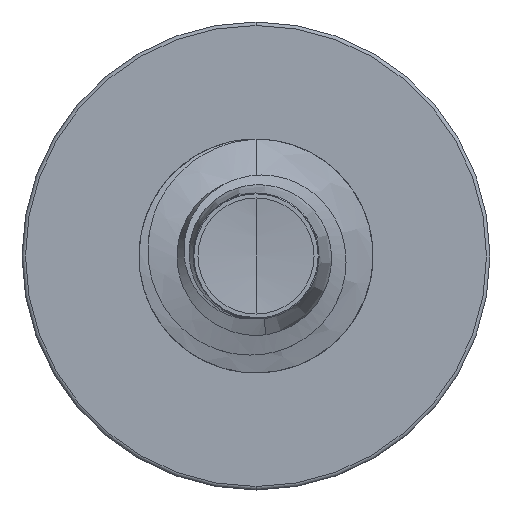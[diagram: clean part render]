
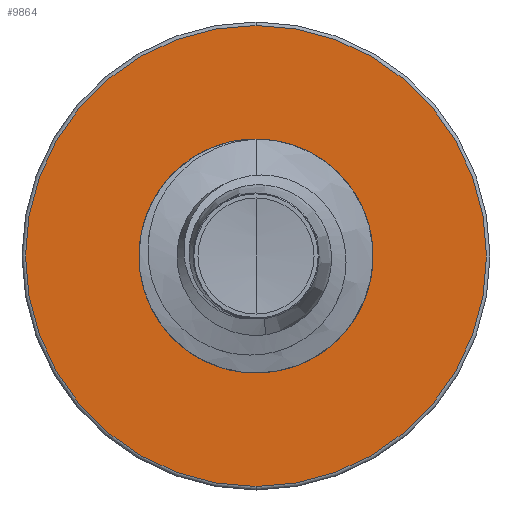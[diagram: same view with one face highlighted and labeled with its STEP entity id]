
A CAD part, front view. The second image highlights one B-rep face of the part: STEP entity #9864.
In plain terms, the highlighted planar face has unit normal (0, -1, 0).
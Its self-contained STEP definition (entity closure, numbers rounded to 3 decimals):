
#230 = VERTEX_POINT ( 'NONE', #1906 ) ;
#359 = EDGE_CURVE ( 'NONE', #9892, #7528, #8484, .T. ) ;
#629 = FACE_OUTER_BOUND ( 'NONE', #908, .T. ) ;
#634 = DIRECTION ( 'NONE',  ( 0., 1., 0. ) ) ;
#875 = ORIENTED_EDGE ( 'NONE', *, *, #359, .F. ) ;
#908 = EDGE_LOOP ( 'NONE', ( #3475, #875 ) ) ;
#1041 = DIRECTION ( 'NONE',  ( 0., 1., 0. ) ) ;
#1206 = CARTESIAN_POINT ( 'NONE',  ( 0., 15., 0. ) ) ;
#1412 = CIRCLE ( 'NONE', #2386, 2.415 ) ;
#1906 = CARTESIAN_POINT ( 'NONE',  ( 0., 15., 2.415 ) ) ;
#2371 = CIRCLE ( 'NONE', #14762, 4.925 ) ;
#2386 = AXIS2_PLACEMENT_3D ( 'NONE', #8617, #634, #9938 ) ;
#2613 = FACE_BOUND ( 'NONE', #9480, .T. ) ;
#3358 = DIRECTION ( 'NONE',  ( 0., 1., 0. ) ) ;
#3475 = ORIENTED_EDGE ( 'NONE', *, *, #10546, .F. ) ;
#3802 = CARTESIAN_POINT ( 'NONE',  ( 0., 15., 0. ) ) ;
#5115 = DIRECTION ( 'NONE',  ( 0., 0., 1. ) ) ;
#6276 = AXIS2_PLACEMENT_3D ( 'NONE', #1206, #15714, #12575 ) ;
#7300 = CARTESIAN_POINT ( 'NONE',  ( 0., 15., -4.925 ) ) ;
#7528 = VERTEX_POINT ( 'NONE', #8163 ) ;
#7686 = AXIS2_PLACEMENT_3D ( 'NONE', #12485, #3358, #12549 ) ;
#8163 = CARTESIAN_POINT ( 'NONE',  ( 0., 15., 4.925 ) ) ;
#8212 = CIRCLE ( 'NONE', #15623, 2.415 ) ;
#8346 = CARTESIAN_POINT ( 'NONE',  ( 0., 15., -2.415 ) ) ;
#8484 = CIRCLE ( 'NONE', #6276, 4.925 ) ;
#8617 = CARTESIAN_POINT ( 'NONE',  ( 0., 15., 0. ) ) ;
#9008 = CARTESIAN_POINT ( 'NONE',  ( 0., 15., 0. ) ) ;
#9480 = EDGE_LOOP ( 'NONE', ( #15972, #16914 ) ) ;
#9864 = ADVANCED_FACE ( 'NONE', ( #629, #2613 ), #11204, .F. ) ;
#9877 = EDGE_CURVE ( 'NONE', #12133, #230, #1412, .T. ) ;
#9892 = VERTEX_POINT ( 'NONE', #7300 ) ;
#9938 = DIRECTION ( 'NONE',  ( 0., 0., 1. ) ) ;
#10344 = DIRECTION ( 'NONE',  ( 0., 0., 1. ) ) ;
#10546 = EDGE_CURVE ( 'NONE', #7528, #9892, #2371, .T. ) ;
#10571 = EDGE_CURVE ( 'NONE', #230, #12133, #8212, .T. ) ;
#11204 = PLANE ( 'NONE',  #7686 ) ;
#12133 = VERTEX_POINT ( 'NONE', #8346 ) ;
#12485 = CARTESIAN_POINT ( 'NONE',  ( 0., 15., -2.415 ) ) ;
#12549 = DIRECTION ( 'NONE',  ( 0., 0., 1. ) ) ;
#12575 = DIRECTION ( 'NONE',  ( 0., 0., 1. ) ) ;
#13006 = DIRECTION ( 'NONE',  ( 0., 1., 0. ) ) ;
#14762 = AXIS2_PLACEMENT_3D ( 'NONE', #9008, #1041, #10344 ) ;
#15623 = AXIS2_PLACEMENT_3D ( 'NONE', #3802, #13006, #5115 ) ;
#15714 = DIRECTION ( 'NONE',  ( 0., 1., 0. ) ) ;
#15972 = ORIENTED_EDGE ( 'NONE', *, *, #10571, .T. ) ;
#16914 = ORIENTED_EDGE ( 'NONE', *, *, #9877, .T. ) ;
